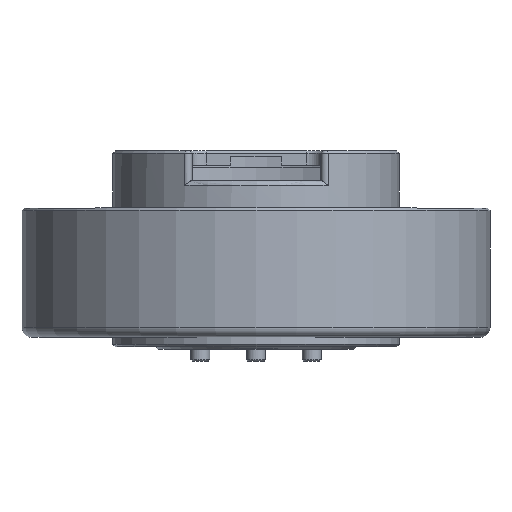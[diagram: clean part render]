
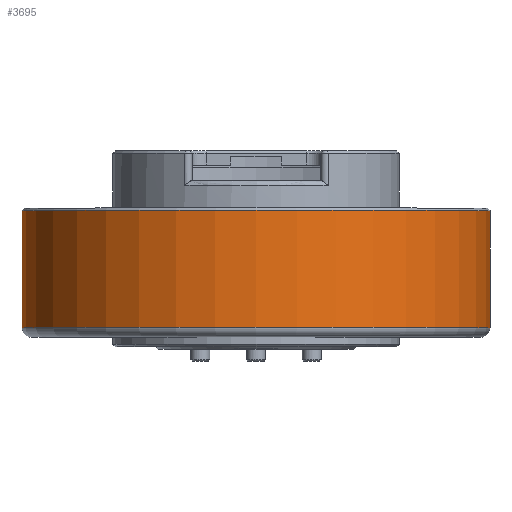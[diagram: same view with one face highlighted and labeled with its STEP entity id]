
A CAD part, top view. The second image highlights one B-rep face of the part: STEP entity #3695.
In plain terms, the highlighted cylindrical face has radius 49 mm (diameter 98 mm), a full revolution.
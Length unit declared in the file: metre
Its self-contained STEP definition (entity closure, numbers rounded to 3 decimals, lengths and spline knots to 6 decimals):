
#564=CYLINDRICAL_SURFACE('',#4335,0.049);
#1487=ORIENTED_EDGE('',*,*,#1939,.T.);
#1488=ORIENTED_EDGE('',*,*,#1999,.T.);
#1489=ORIENTED_EDGE('',*,*,#2000,.F.);
#1939=EDGE_CURVE('',#2302,#2303,#2586,.T.);
#1999=EDGE_CURVE('',#2303,#2302,#2637,.T.);
#2000=EDGE_CURVE('',#2353,#2353,#2638,.T.);
#2302=VERTEX_POINT('',#6477);
#2303=VERTEX_POINT('',#6479);
#2353=VERTEX_POINT('',#6702);
#2586=CIRCLE('',#4204,0.049);
#2637=CIRCLE('',#4336,0.049);
#2638=CIRCLE('',#4337,0.049);
#2979=EDGE_LOOP('',(#1487,#1488));
#2980=EDGE_LOOP('',(#1489));
#3348=FACE_BOUND('',#2979,.T.);
#3349=FACE_BOUND('',#2980,.T.);
#3695=ADVANCED_FACE('',(#3348,#3349),#564,.T.);
#4204=AXIS2_PLACEMENT_3D('',#6480,#5302,#5303);
#4335=AXIS2_PLACEMENT_3D('',#6699,#5569,#5570);
#4336=AXIS2_PLACEMENT_3D('',#6700,#5571,#5572);
#4337=AXIS2_PLACEMENT_3D('',#6701,#5573,#5574);
#5302=DIRECTION('',(0.,1.,0.));
#5303=DIRECTION('',(-1.,0.,0.));
#5569=DIRECTION('',(0.,-1.,0.));
#5570=DIRECTION('',(-1.,0.,0.));
#5571=DIRECTION('',(0.,1.,0.));
#5572=DIRECTION('',(-1.,0.,0.));
#5573=DIRECTION('',(0.,1.,0.));
#5574=DIRECTION('',(1.,0.,0.));
#6477=CARTESIAN_POINT('',(0.049,0.0045,0.));
#6479=CARTESIAN_POINT('',(-0.049,0.0045,0.));
#6480=CARTESIAN_POINT('',(0.,0.0045,0.));
#6699=CARTESIAN_POINT('',(0.,0.01675,0.));
#6700=CARTESIAN_POINT('',(0.,0.0045,0.));
#6701=CARTESIAN_POINT('',(0.,0.029,0.));
#6702=CARTESIAN_POINT('',(0.049,0.029,0.));
